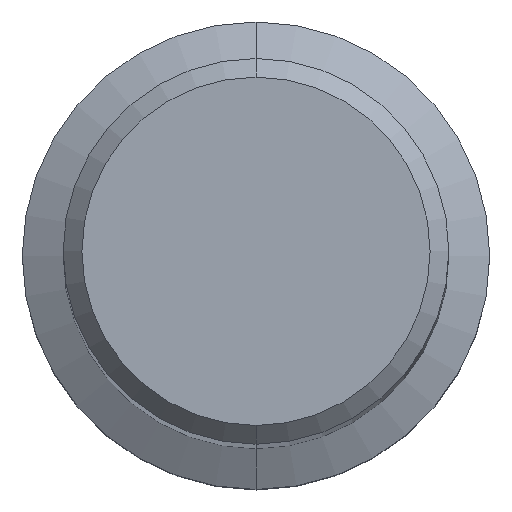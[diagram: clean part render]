
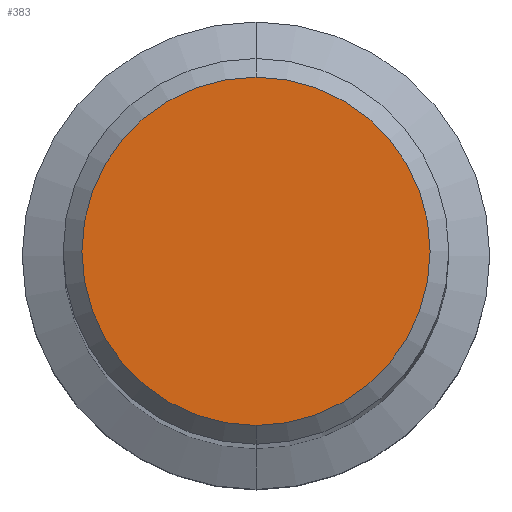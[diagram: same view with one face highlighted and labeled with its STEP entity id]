
A CAD part, top view. The second image highlights one B-rep face of the part: STEP entity #383.
In plain terms, the highlighted planar face has unit normal (0, 0, 1).
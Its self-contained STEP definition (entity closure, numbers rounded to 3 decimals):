
#259=VERTEX_POINT('',#624);
#341=VERTEX_POINT('',#711);
#363=EDGE_CURVE('',#341,#259,#736,.T.);
#383=ADVANCED_FACE('',(#758),#759,.T.);
#495=EDGE_CURVE('',#259,#341,#884,.T.);
#624=CARTESIAN_POINT('',(0.0,7.45,0.0));
#711=CARTESIAN_POINT('',(0.,-7.45,0.0));
#736=CIRCLE('',#1286,7.45);
#758=FACE_OUTER_BOUND('',#1343,.T.);
#759=PLANE('',#1344);
#884=CIRCLE('',#1609,7.45);
#1286=AXIS2_PLACEMENT_3D('',#1912,#1913,#1914);
#1343=EDGE_LOOP('',(#1937,#1938));
#1344=AXIS2_PLACEMENT_3D('',#1939,#1940,#1941);
#1609=AXIS2_PLACEMENT_3D('',#2089,#2090,#2091);
#1912=CARTESIAN_POINT('',(0.0,0.0,0.0));
#1913=DIRECTION('',(0.0,0.0,-1.0));
#1914=DIRECTION('',(0.0,1.0,0.0));
#1937=ORIENTED_EDGE('',*,*,#495,.F.);
#1938=ORIENTED_EDGE('',*,*,#363,.F.);
#1939=CARTESIAN_POINT('',(0.0,3.725,0.0));
#1940=DIRECTION('',(-0.0,0.0,1.0));
#1941=DIRECTION('',(0.0,-1.0,0.0));
#2089=CARTESIAN_POINT('',(0.0,0.0,0.0));
#2090=DIRECTION('',(0.0,0.0,-1.0));
#2091=DIRECTION('',(0.0,1.0,0.0));
